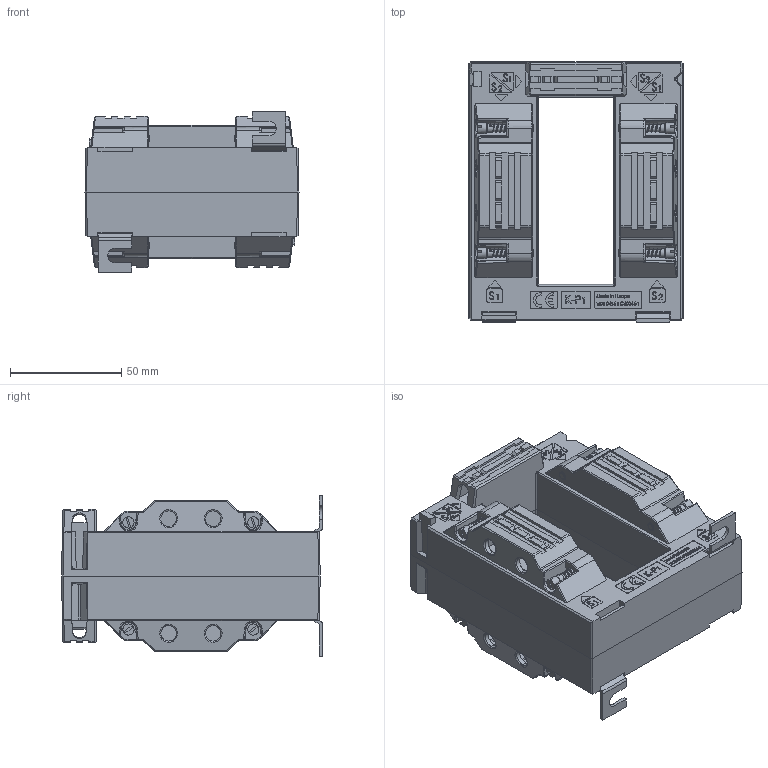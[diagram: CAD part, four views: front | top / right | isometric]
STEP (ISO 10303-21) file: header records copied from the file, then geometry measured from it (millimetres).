
FILE_DESCRIPTION (( 'STEP AP214' ), '1' );
FILE_NAME ('ASK83_4_kpl_Katalog.STEP', '2011-11-02T09:30:46', ( ' ' ), ( '' ), 'SwSTEP 2.0', 'SolidWorks 2010', '' );
FILE_SCHEMA (( 'AUTOMOTIVE_DESIGN' ));
Length unit declared in the file: millimetre
Products named in the file (5): ASK83_4_kpl_Katalog; ASK83_4_OT_Katalog_Gehäuseunterteil; ASK83_4_OT_Katalog; Plastite_Schraube_25_mit-Gewinde; Fusswinkel_1,5
Assembly tree (12 placements, depth 2):
  ASK83_4_kpl_Katalog
    Plastite_Schraube_25_mit-Gewinde  x8
    ASK83_4_OT_Katalog_Gehäuseunterteil
    ASK83_4_OT_Katalog
    Fusswinkel_1,5  x2
Bounding box: 96 x 117 x 72 mm (x, y, z)
Volume: 359053 mm3; surface area: 95435.3 mm2
Topology: 12 solids, 12 shells, 2789 faces, 7473 edges, 4910 vertices
Faces by surface type: plane 1527, bspline 588, cylinder 584, cone 62, sphere 16, torus 12
Entity records: 106419 total; most frequent: CARTESIAN_POINT 47891, ORIENTED_EDGE 13418, DIRECTION 9772, EDGE_CURVE 6709, LINE 4620, VECTOR 4620, VERTEX_POINT 4414, EDGE_LOOP 2735
